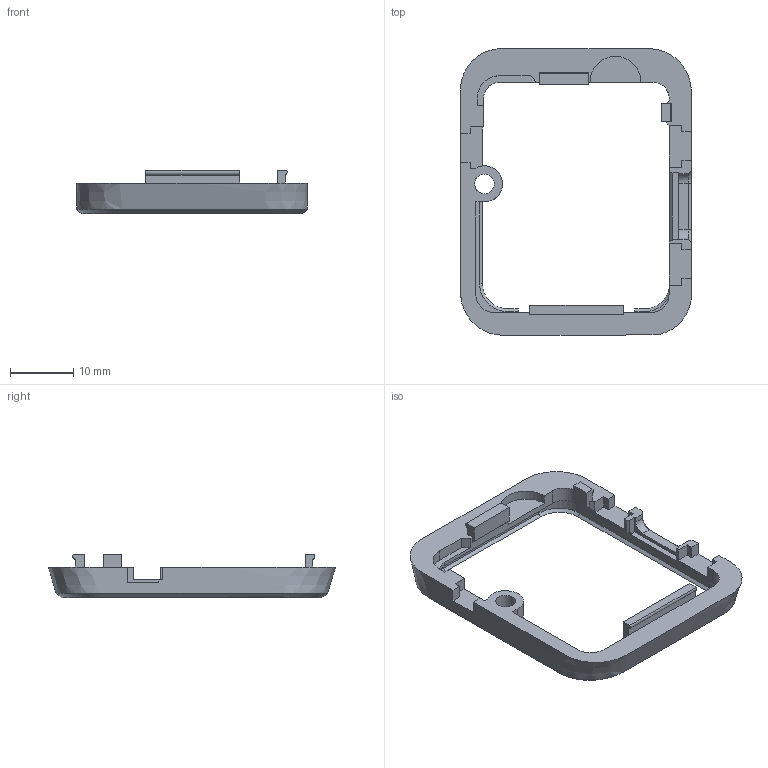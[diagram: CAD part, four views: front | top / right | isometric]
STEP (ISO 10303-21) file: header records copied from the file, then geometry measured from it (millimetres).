
FILE_DESCRIPTION(/* description */ (''),/* implementation_level */ '2;1');
FILE_NAME(/* name */ 'Case Front P7.step',/* time_stamp */ '2024-06-28T17:47:21+10:00',/* author */ (''),/* organization */ (''),/* preprocessor_version */ 'ST-DEVELOPER v20',/* originating_system */ 'Autodesk Translation Framework v13.14.0.145',/* authorisation */ '');
FILE_SCHEMA (('AUTOMOTIVE_DESIGN { 1 0 10303 214 3 1 1 }'));
Length unit declared in the file: millimetre
Products named in the file (1): TinyWATCH P6
Bounding box: 36.4 x 45.2 x 6.83 mm (x, y, z)
Volume: 1707.6 mm3; surface area: 2617.9 mm2
Topology: 1 solids, 1 shells, 152 faces, 443 edges, 291 vertices
Faces by surface type: plane 119, cylinder 22, bspline 7, cone 4
Full cylindrical faces by diameter (mm): 3.1 x1
Entity records: 5932 total; most frequent: CARTESIAN_POINT 1909, ORIENTED_EDGE 886, DIRECTION 759, EDGE_CURVE 443, LINE 353, VECTOR 353, VERTEX_POINT 291, AXIS2_PLACEMENT_3D 203
